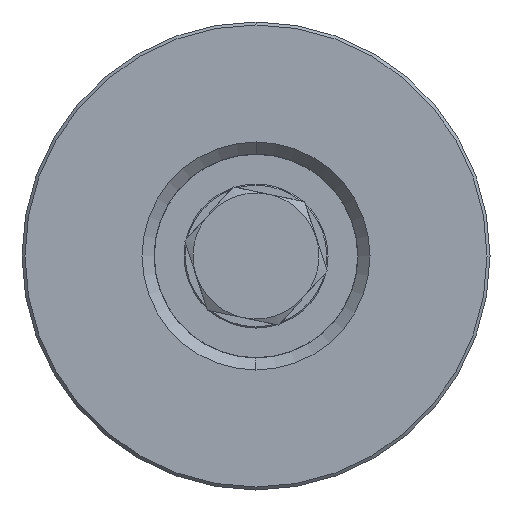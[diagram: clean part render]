
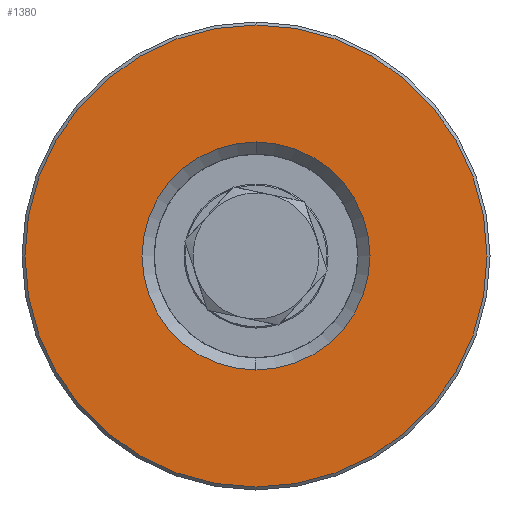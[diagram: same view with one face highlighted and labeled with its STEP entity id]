
A CAD part, left-side view. The second image highlights one B-rep face of the part: STEP entity #1380.
In plain terms, the highlighted planar face has unit normal (-1, 0, 0).
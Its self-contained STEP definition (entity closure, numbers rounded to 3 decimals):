
#58 = CARTESIAN_POINT ( 'NONE',  ( 0., 0., 0. ) ) ;
#97 = CIRCLE ( 'NONE', #1751, 19. ) ;
#235 = CARTESIAN_POINT ( 'NONE',  ( 0., 0., 19. ) ) ;
#250 = ORIENTED_EDGE ( 'NONE', *, *, #1272, .T. ) ;
#281 = CARTESIAN_POINT ( 'NONE',  ( 0., 0., -19. ) ) ;
#386 = EDGE_CURVE ( 'NONE', #900, #7215, #2354, .T. ) ;
#419 = AXIS2_PLACEMENT_3D ( 'NONE', #5454, #2447, #4830 ) ;
#600 = PLANE ( 'NONE',  #419 ) ;
#633 = EDGE_LOOP ( 'NONE', ( #250, #5329 ) ) ;
#900 = VERTEX_POINT ( 'NONE', #1896 ) ;
#969 = EDGE_CURVE ( 'NONE', #1004, #3836, #97, .T. ) ;
#1004 = VERTEX_POINT ( 'NONE', #281 ) ;
#1267 = DIRECTION ( 'NONE',  ( 0., 0., -1. ) ) ;
#1272 = EDGE_CURVE ( 'NONE', #3836, #1004, #2719, .T. ) ;
#1344 = DIRECTION ( 'NONE',  ( -1., 0., 0. ) ) ;
#1380 = ADVANCED_FACE ( 'NONE', ( #4984, #4791 ), #600, .F. ) ;
#1392 = EDGE_LOOP ( 'NONE', ( #4747, #2294 ) ) ;
#1394 = CARTESIAN_POINT ( 'NONE',  ( 0., 0., -38.5 ) ) ;
#1751 = AXIS2_PLACEMENT_3D ( 'NONE', #6315, #6883, #3815 ) ;
#1771 = AXIS2_PLACEMENT_3D ( 'NONE', #4783, #2854, #5865 ) ;
#1896 = CARTESIAN_POINT ( 'NONE',  ( 0., 0., 38.5 ) ) ;
#1923 = EDGE_CURVE ( 'NONE', #7215, #900, #5614, .T. ) ;
#2165 = AXIS2_PLACEMENT_3D ( 'NONE', #2548, #1344, #7364 ) ;
#2294 = ORIENTED_EDGE ( 'NONE', *, *, #386, .T. ) ;
#2354 = CIRCLE ( 'NONE', #3154, 38.5 ) ;
#2447 = DIRECTION ( 'NONE',  ( 1., 0., 0. ) ) ;
#2548 = CARTESIAN_POINT ( 'NONE',  ( 0., 0., 0. ) ) ;
#2719 = CIRCLE ( 'NONE', #1771, 19. ) ;
#2854 = DIRECTION ( 'NONE',  ( 1., 0., 0. ) ) ;
#3154 = AXIS2_PLACEMENT_3D ( 'NONE', #58, #6705, #1267 ) ;
#3815 = DIRECTION ( 'NONE',  ( 0., 0., -1. ) ) ;
#3836 = VERTEX_POINT ( 'NONE', #235 ) ;
#4747 = ORIENTED_EDGE ( 'NONE', *, *, #1923, .T. ) ;
#4783 = CARTESIAN_POINT ( 'NONE',  ( 0., 0., 0. ) ) ;
#4791 = FACE_OUTER_BOUND ( 'NONE', #1392, .T. ) ;
#4830 = DIRECTION ( 'NONE',  ( 0., 0., -1. ) ) ;
#4984 = FACE_BOUND ( 'NONE', #633, .T. ) ;
#5329 = ORIENTED_EDGE ( 'NONE', *, *, #969, .T. ) ;
#5454 = CARTESIAN_POINT ( 'NONE',  ( 0., 17., 0. ) ) ;
#5614 = CIRCLE ( 'NONE', #2165, 38.5 ) ;
#5865 = DIRECTION ( 'NONE',  ( 0., 0., -1. ) ) ;
#6315 = CARTESIAN_POINT ( 'NONE',  ( 0., 0., 0. ) ) ;
#6705 = DIRECTION ( 'NONE',  ( -1., 0., 0. ) ) ;
#6883 = DIRECTION ( 'NONE',  ( 1., 0., 0. ) ) ;
#7215 = VERTEX_POINT ( 'NONE', #1394 ) ;
#7364 = DIRECTION ( 'NONE',  ( 0., 0., -1. ) ) ;
